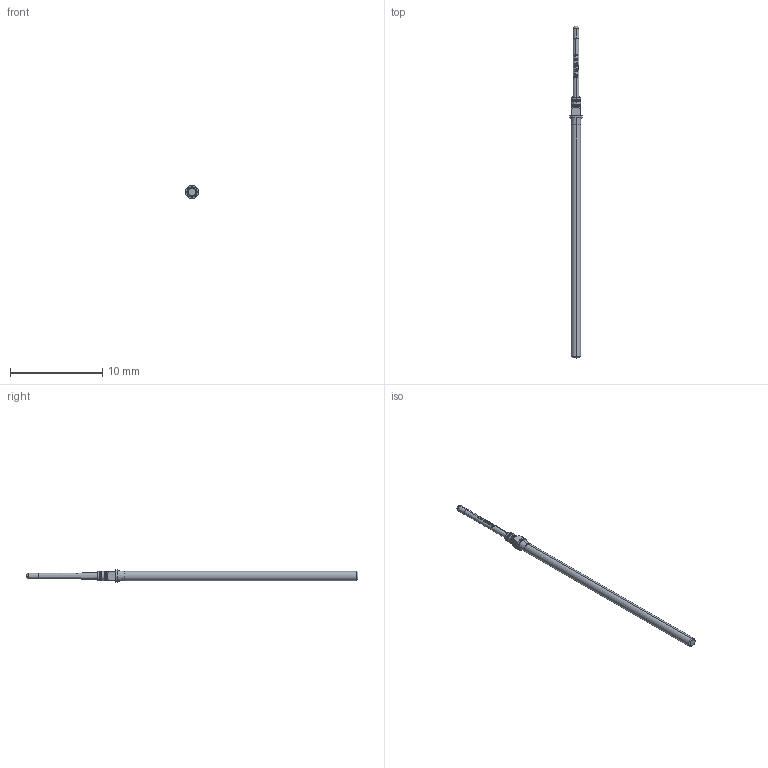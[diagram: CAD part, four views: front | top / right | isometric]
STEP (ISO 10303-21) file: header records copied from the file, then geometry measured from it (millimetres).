
FILE_DESCRIPTION (( 'STEP AP203' ), '1' );
FILE_NAME ('INGUN_GKS-075_305_064_A_xx02_M.STEP', '2021-09-29T05:26:49', ( 'ochi' ), ( '' ), 'SwSTEP 2.0', 'SolidWorks 2018', '' );
FILE_SCHEMA (( 'CONFIG_CONTROL_DESIGN' ));
Length unit declared in the file: millimetre
Products named in the file (1): INGUN_GKS-075_305_064_A_xx02_M
Bounding box: 1.4 x 35.9 x 1.4 mm (x, y, z)
Volume: 24.9 mm3; surface area: 107.5 mm2
Topology: 1 solids, 1 shells, 105 faces, 279 edges, 177 vertices
Faces by surface type: bspline 52, cone 20, cylinder 12, plane 11, torus 8, sphere 2
Entity records: 4444 total; most frequent: CARTESIAN_POINT 2244, ORIENTED_EDGE 554, EDGE_CURVE 277, DIRECTION 259, B_SPLINE_CURVE_WITH_KNOTS 182, VERTEX_POINT 177, AXIS2_PLACEMENT_3D 110, EDGE_LOOP 108
